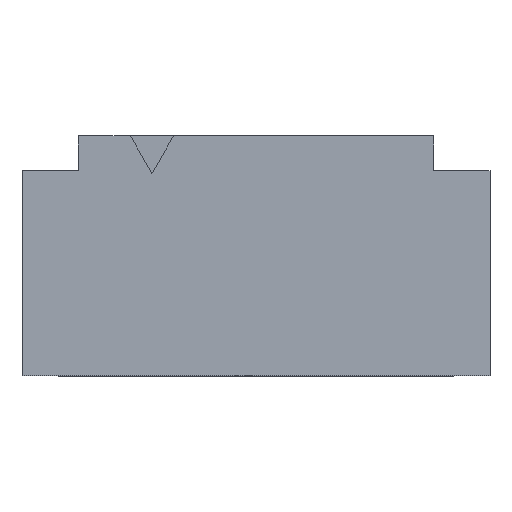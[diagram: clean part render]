
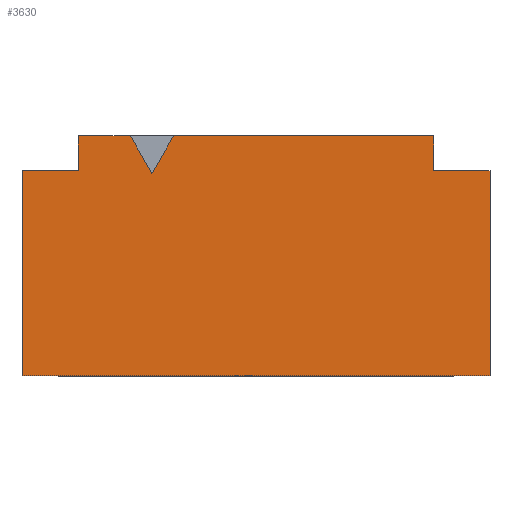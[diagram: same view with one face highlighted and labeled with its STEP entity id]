
A CAD part, top view. The second image highlights one B-rep face of the part: STEP entity #3630.
In plain terms, the highlighted planar face has unit normal (0, 0, 1).
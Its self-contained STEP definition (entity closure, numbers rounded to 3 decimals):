
#2680=CARTESIAN_POINT('',(27.3,-2.26,5.65));
#2690=DIRECTION('',(-0.,-0.,-1.));
#2700=DIRECTION('',(0.,-1.,0.));
#2710=AXIS2_PLACEMENT_3D('',#2680,#2690,#2700);
#2720=PLANE('',#2710);
#2730=CARTESIAN_POINT('',(22.15,-3.1,
5.65));
#2740=DIRECTION('',(0.,1.,0.));
#2750=VECTOR('',#2740,1.);
#2760=LINE('',#2730,#2750);
#2770=CARTESIAN_POINT('',(22.15,-1.15,
5.65));
#2780=VERTEX_POINT('',#2770);
#2790=CARTESIAN_POINT('',(22.15,-0.75,
5.65));
#2800=VERTEX_POINT('',#2790);
#2810=EDGE_CURVE('',#2780,#2800,#2760,.T.);
#2820=ORIENTED_EDGE('',*,*,#2810,.T.);
#2830=CARTESIAN_POINT('',(22.72,-1.15,
5.65));
#2840=DIRECTION('',(1.,0.,0.));
#2850=VECTOR('',#2840,1.);
#2860=LINE('',#2830,#2850);
#2870=CARTESIAN_POINT('',(22.8,-1.15,
5.65));
#2880=VERTEX_POINT('',#2870);
#2890=EDGE_CURVE('',#2780,#2880,#2860,.T.);
#2900=ORIENTED_EDGE('',*,*,#2890,.F.);
#2910=CARTESIAN_POINT('',(22.8,-1.15,
5.65));
#2920=DIRECTION('',(0.,-1.,0.));
#2930=VECTOR('',#2920,1.);
#2940=LINE('',#2910,#2930);
#2950=CARTESIAN_POINT('',(22.8,-3.52,
5.65));
#2960=VERTEX_POINT('',#2950);
#2970=EDGE_CURVE('',#2880,#2960,#2940,.T.);
#2980=ORIENTED_EDGE('',*,*,#2970,.F.);
#2990=CARTESIAN_POINT('',(20.1,-3.52,
5.65));
#3000=DIRECTION('',(-1.,0.,0.));
#3010=VECTOR('',#3000,1.);
#3020=LINE('',#2990,#3010);
#3030=CARTESIAN_POINT('',(17.4,-3.52,5.65));
#3040=VERTEX_POINT('',#3030);
#3050=EDGE_CURVE('',#2960,#3040,#3020,.T.);
#3060=ORIENTED_EDGE('',*,*,#3050,.F.);
#3070=CARTESIAN_POINT('',(17.4,-1.15,5.65));
#3080=DIRECTION('',(0.,-1.,0.));
#3090=VECTOR('',#3080,1.);
#3100=LINE('',#3070,#3090);
#3110=CARTESIAN_POINT('',(17.4,-1.15,5.65));
#3120=VERTEX_POINT('',#3110);
#3130=EDGE_CURVE('',#3120,#3040,#3100,.T.);
#3140=ORIENTED_EDGE('',*,*,#3130,.T.);
#3150=CARTESIAN_POINT('',(17.48,-1.15,5.65));
#3160=DIRECTION('',(-1.,0.,0.));
#3170=VECTOR('',#3160,1.);
#3180=LINE('',#3150,#3170);
#3190=CARTESIAN_POINT('',(18.05,-1.15,5.65));
#3200=VERTEX_POINT('',#3190);
#3210=EDGE_CURVE('',#3200,#3120,#3180,.T.);
#3220=ORIENTED_EDGE('',*,*,#3210,.T.);
#3230=CARTESIAN_POINT('',(18.05,-3.1,5.65));
#3240=DIRECTION('',(0.,1.,0.));
#3250=VECTOR('',#3240,1.);
#3260=LINE('',#3230,#3250);
#3270=CARTESIAN_POINT('',(18.05,-0.75,5.65));
#3280=VERTEX_POINT('',#3270);
#3290=EDGE_CURVE('',#3200,#3280,#3260,.T.);
#3300=ORIENTED_EDGE('',*,*,#3290,.F.);
#3310=CARTESIAN_POINT('',(18.5,-0.75,5.65));
#3320=DIRECTION('',(-1.,0.,0.));
#3330=VECTOR('',#3320,1.);
#3340=LINE('',#3310,#3330);
#3350=CARTESIAN_POINT('',(18.65,-0.75,5.65));
#3360=VERTEX_POINT('',#3350);
#3370=EDGE_CURVE('',#3360,#3280,#3340,.T.);
#3380=ORIENTED_EDGE('',*,*,#3370,.T.);
#3390=CARTESIAN_POINT('',(20.007,-3.1,
5.65));
#3400=DIRECTION('',(-0.5,0.866,-0.));
#3410=VECTOR('',#3400,1.);
#3420=LINE('',#3390,#3410);
#3430=CARTESIAN_POINT('',(18.9,-1.183,5.65));
#3440=VERTEX_POINT('',#3430);
#3450=EDGE_CURVE('',#3440,#3360,#3420,.T.);
#3460=ORIENTED_EDGE('',*,*,#3450,.T.);
#3470=CARTESIAN_POINT('',(17.793,-3.1,
5.65));
#3480=DIRECTION('',(-0.5,-0.866,0.));
#3490=VECTOR('',#3480,1.);
#3500=LINE('',#3470,#3490);
#3510=CARTESIAN_POINT('',(19.15,-0.75,5.65));
#3520=VERTEX_POINT('',#3510);
#3530=EDGE_CURVE('',#3520,#3440,#3500,.T.);
#3540=ORIENTED_EDGE('',*,*,#3530,.T.);
#3550=CARTESIAN_POINT('',(21.7,-0.75,
5.65));
#3560=DIRECTION('',(-1.,0.,0.));
#3570=VECTOR('',#3560,1.);
#3580=LINE('',#3550,#3570);
#3590=EDGE_CURVE('',#2800,#3520,#3580,.T.);
#3600=ORIENTED_EDGE('',*,*,#3590,.T.);
#3610=EDGE_LOOP('',(#3600,#3540,#3460,#3380,#3300,#3220,#3140,#3060,
#2980,#2900,#2820));
#3620=FACE_OUTER_BOUND('',#3610,.T.);
#3630=ADVANCED_FACE('',(#3620),#2720,.F.);
